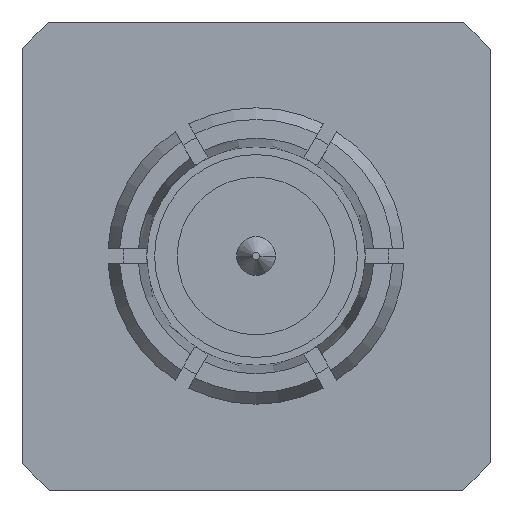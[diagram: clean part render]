
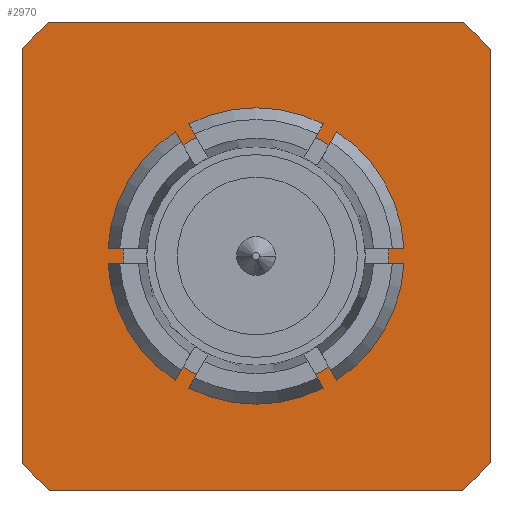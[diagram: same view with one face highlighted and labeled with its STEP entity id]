
A CAD part, left-side view. The second image highlights one B-rep face of the part: STEP entity #2970.
In plain terms, the highlighted planar face has unit normal (-1, 0, 0).
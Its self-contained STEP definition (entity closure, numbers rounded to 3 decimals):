
#31 = AXIS2_PLACEMENT_3D ( 'NONE', #2840, #1536, #420 ) ;
#44 = EDGE_CURVE ( 'NONE', #389, #1915, #2644, .T. ) ;
#117 = ORIENTED_EDGE ( 'NONE', *, *, #3228, .T. ) ;
#138 = CARTESIAN_POINT ( 'NONE',  ( 4.5, 2.646, 3. ) ) ;
#142 = VECTOR ( 'NONE', #475, 1000. ) ;
#225 = FACE_BOUND ( 'NONE', #2832, .T. ) ;
#270 = VECTOR ( 'NONE', #1160, 1000. ) ;
#389 = VERTEX_POINT ( 'NONE', #1996 ) ;
#420 = DIRECTION ( 'NONE',  ( 0., 0.75, -0.661 ) ) ;
#462 = CARTESIAN_POINT ( 'NONE',  ( 4.5, 0., 0. ) ) ;
#475 = DIRECTION ( 'NONE',  ( 0., 0., -1. ) ) ;
#480 = LINE ( 'NONE', #1055, #872 ) ;
#528 = CARTESIAN_POINT ( 'NONE',  ( 4.5, 0., 0. ) ) ;
#530 = VERTEX_POINT ( 'NONE', #1248 ) ;
#575 = DIRECTION ( 'NONE',  ( 0., 0., 1. ) ) ;
#585 = CARTESIAN_POINT ( 'NONE',  ( 4.5, 1.7, 0. ) ) ;
#622 = ORIENTED_EDGE ( 'NONE', *, *, #3125, .T. ) ;
#634 = DIRECTION ( 'NONE',  ( -1., 0., 0. ) ) ;
#687 = EDGE_CURVE ( 'NONE', #530, #2902, #480, .T. ) ;
#706 = EDGE_CURVE ( 'NONE', #988, #3470, #2959, .T. ) ;
#779 = VERTEX_POINT ( 'NONE', #585 ) ;
#793 = CARTESIAN_POINT ( 'NONE',  ( 4.5, 0., 0. ) ) ;
#821 = DIRECTION ( 'NONE',  ( 0., 0., 1. ) ) ;
#872 = VECTOR ( 'NONE', #1532, 1000. ) ;
#943 = AXIS2_PLACEMENT_3D ( 'NONE', #528, #1870, #3236 ) ;
#954 = CIRCLE ( 'NONE', #1693, 1.7 ) ;
#988 = VERTEX_POINT ( 'NONE', #1837 ) ;
#1009 = DIRECTION ( 'NONE',  ( 0., -0.75, 0.661 ) ) ;
#1055 = CARTESIAN_POINT ( 'NONE',  ( 4.5, -2.646, -3. ) ) ;
#1059 = CIRCLE ( 'NONE', #31, 4. ) ;
#1060 = VECTOR ( 'NONE', #2426, 1000. ) ;
#1061 = PLANE ( 'NONE',  #3338 ) ;
#1079 = VERTEX_POINT ( 'NONE', #2206 ) ;
#1124 = AXIS2_PLACEMENT_3D ( 'NONE', #2226, #1474, #3282 ) ;
#1160 = DIRECTION ( 'NONE',  ( 0., -1., 0. ) ) ;
#1198 = ORIENTED_EDGE ( 'NONE', *, *, #44, .F. ) ;
#1248 = CARTESIAN_POINT ( 'NONE',  ( 4.5, -2.646, -3. ) ) ;
#1315 = VERTEX_POINT ( 'NONE', #138 ) ;
#1318 = DIRECTION ( 'NONE',  ( -1., 0., 0. ) ) ;
#1386 = VERTEX_POINT ( 'NONE', #2947 ) ;
#1429 = ORIENTED_EDGE ( 'NONE', *, *, #3120, .T. ) ;
#1433 = CARTESIAN_POINT ( 'NONE',  ( 4.5, 0., 0. ) ) ;
#1474 = DIRECTION ( 'NONE',  ( -1., 0., 0. ) ) ;
#1501 = ORIENTED_EDGE ( 'NONE', *, *, #687, .F. ) ;
#1532 = DIRECTION ( 'NONE',  ( 0., 1., 0. ) ) ;
#1533 = CIRCLE ( 'NONE', #3460, 4. ) ;
#1536 = DIRECTION ( 'NONE',  ( -1., 0., 0. ) ) ;
#1549 = DIRECTION ( 'NONE',  ( -1., 0., 0. ) ) ;
#1679 = CARTESIAN_POINT ( 'NONE',  ( 4.5, 2.646, 3. ) ) ;
#1693 = AXIS2_PLACEMENT_3D ( 'NONE', #1962, #3009, #575 ) ;
#1723 = EDGE_LOOP ( 'NONE', ( #1501, #1429, #1198, #117, #3121, #2155, #2553, #2034 ) ) ;
#1769 = EDGE_CURVE ( 'NONE', #779, #1386, #1856, .T. ) ;
#1837 = CARTESIAN_POINT ( 'NONE',  ( 4.5, 3., -2.646 ) ) ;
#1856 = CIRCLE ( 'NONE', #943, 1.7 ) ;
#1870 = DIRECTION ( 'NONE',  ( 1., 0., 0. ) ) ;
#1891 = CARTESIAN_POINT ( 'NONE',  ( 4.5, 3., -2.646 ) ) ;
#1915 = VERTEX_POINT ( 'NONE', #2735 ) ;
#1937 = EDGE_CURVE ( 'NONE', #1315, #3470, #2811, .T. ) ;
#1962 = CARTESIAN_POINT ( 'NONE',  ( 4.5, 0., 0. ) ) ;
#1996 = CARTESIAN_POINT ( 'NONE',  ( 4.5, -3., 2.646 ) ) ;
#2034 = ORIENTED_EDGE ( 'NONE', *, *, #2084, .T. ) ;
#2084 = EDGE_CURVE ( 'NONE', #988, #2902, #1059, .T. ) ;
#2155 = ORIENTED_EDGE ( 'NONE', *, *, #1937, .T. ) ;
#2176 = FACE_OUTER_BOUND ( 'NONE', #1723, .T. ) ;
#2203 = CARTESIAN_POINT ( 'NONE',  ( 4.5, 3., 2.646 ) ) ;
#2206 = CARTESIAN_POINT ( 'NONE',  ( 4.5, -2.646, 3. ) ) ;
#2226 = CARTESIAN_POINT ( 'NONE',  ( 4.5, 0., 0. ) ) ;
#2426 = DIRECTION ( 'NONE',  ( 0., 0., 1. ) ) ;
#2429 = CARTESIAN_POINT ( 'NONE',  ( 4.5, 2.646, -3. ) ) ;
#2462 = DIRECTION ( 'NONE',  ( 0., 0.661, 0.75 ) ) ;
#2553 = ORIENTED_EDGE ( 'NONE', *, *, #706, .F. ) ;
#2644 = LINE ( 'NONE', #2892, #142 ) ;
#2735 = CARTESIAN_POINT ( 'NONE',  ( 4.5, -3., -2.646 ) ) ;
#2811 = CIRCLE ( 'NONE', #3329, 4. ) ;
#2832 = EDGE_LOOP ( 'NONE', ( #2990, #622 ) ) ;
#2840 = CARTESIAN_POINT ( 'NONE',  ( 4.5, 0., 0. ) ) ;
#2892 = CARTESIAN_POINT ( 'NONE',  ( 4.5, -3., 2.646 ) ) ;
#2902 = VERTEX_POINT ( 'NONE', #2429 ) ;
#2947 = CARTESIAN_POINT ( 'NONE',  ( 4.5, -1.7, 0. ) ) ;
#2959 = LINE ( 'NONE', #1891, #1060 ) ;
#2970 = ADVANCED_FACE ( 'NONE', ( #225, #2176 ), #1061, .T. ) ;
#2990 = ORIENTED_EDGE ( 'NONE', *, *, #1769, .T. ) ;
#3007 = EDGE_CURVE ( 'NONE', #1315, #1079, #3063, .T. ) ;
#3009 = DIRECTION ( 'NONE',  ( 1., 0., 0. ) ) ;
#3063 = LINE ( 'NONE', #1679, #270 ) ;
#3110 = CIRCLE ( 'NONE', #1124, 4. ) ;
#3120 = EDGE_CURVE ( 'NONE', #530, #1915, #3110, .T. ) ;
#3121 = ORIENTED_EDGE ( 'NONE', *, *, #3007, .F. ) ;
#3125 = EDGE_CURVE ( 'NONE', #1386, #779, #954, .T. ) ;
#3228 = EDGE_CURVE ( 'NONE', #389, #1079, #1533, .T. ) ;
#3236 = DIRECTION ( 'NONE',  ( 0., 0., 1. ) ) ;
#3282 = DIRECTION ( 'NONE',  ( 0., -0.661, -0.75 ) ) ;
#3329 = AXIS2_PLACEMENT_3D ( 'NONE', #1433, #634, #2462 ) ;
#3338 = AXIS2_PLACEMENT_3D ( 'NONE', #793, #1318, #821 ) ;
#3460 = AXIS2_PLACEMENT_3D ( 'NONE', #462, #1549, #1009 ) ;
#3470 = VERTEX_POINT ( 'NONE', #2203 ) ;
